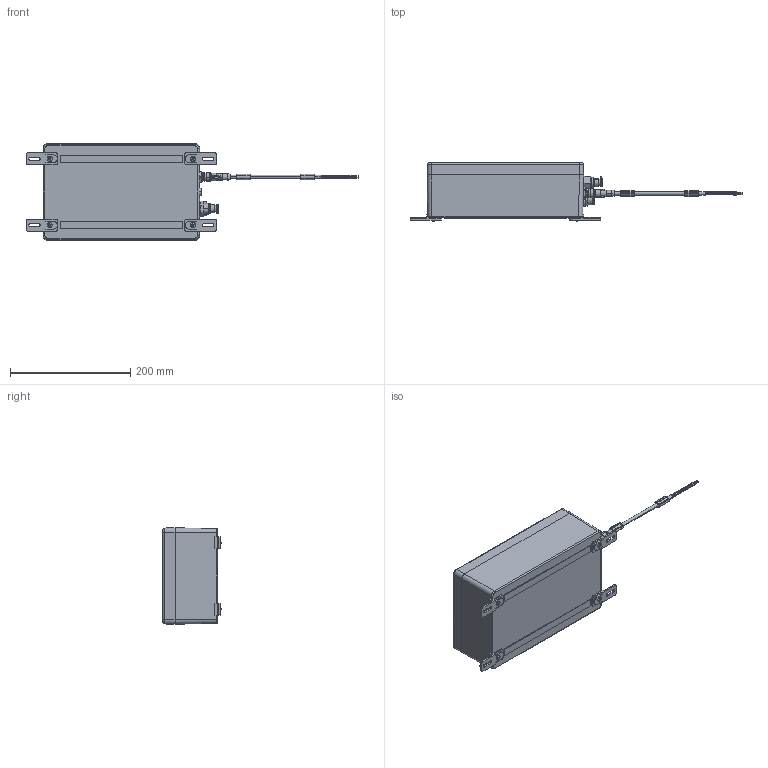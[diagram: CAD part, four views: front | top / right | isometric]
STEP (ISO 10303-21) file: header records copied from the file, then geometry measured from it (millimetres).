
FILE_DESCRIPTION (( 'STEP AP214' ), '1' );
FILE_NAME ('POWERPICK_CTRL.STEP', '2023-02-01T13:01:32', ( '' ), ( '' ), 'SwSTEP 2.0', 'SolidWorks 2021', '' );
FILE_SCHEMA (( 'AUTOMOTIVE_DESIGN' ));
Length unit declared in the file: millimetre
Products named in the file (1): POWERPICK_CTRL
Bounding box: 551.39 x 96.34 x 160 mm (x, y, z)
Surface area: 180864.1 mm2 (no closed solid volume)
Topology: 0 solids, 2 shells, 979 faces, 3023 edges, 2115 vertices
Faces by surface type: plane 433, cylinder 299, cone 120, bspline 76, torus 39, sphere 12
Entity records: 52376 total; most frequent: CARTESIAN_POINT 14945, ORIENTED_EDGE 6034, DIRECTION 5136, EDGE_CURVE 3019, VERTEX_POINT 2115, AXIS2_PLACEMENT_3D 1819, LINE 1498, VECTOR 1498
